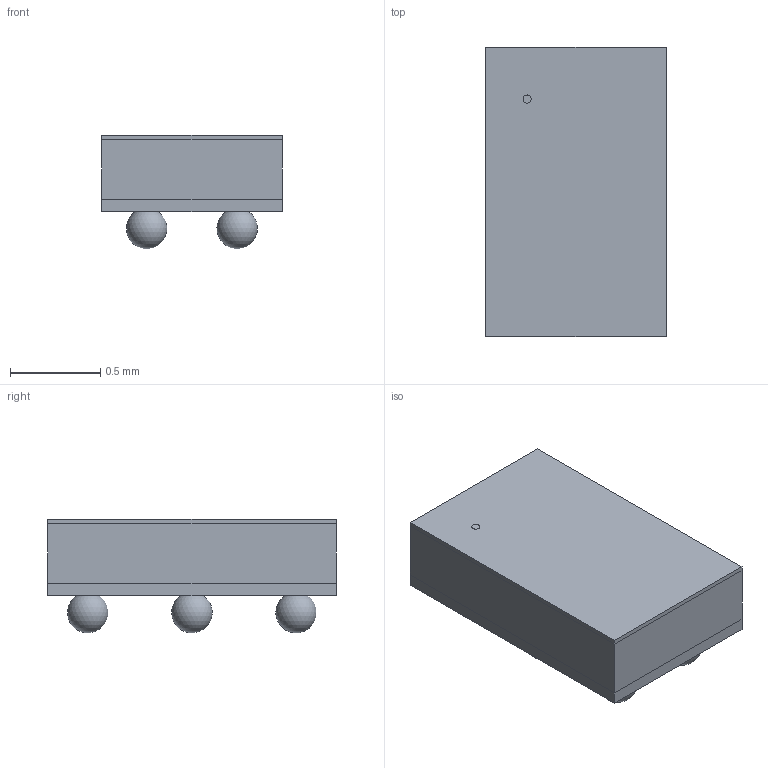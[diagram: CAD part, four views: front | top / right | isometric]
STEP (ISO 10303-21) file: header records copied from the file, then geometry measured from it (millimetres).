
FILE_DESCRIPTION(('CAx-IF Rec.Pracs.---Model Styling and Organization---1.5---2016-08-15','CAx-IF Rec.Pracs.---Geometric and Assembly Validation Properties---4.4---2016-08-17','CAx-IF Rec.Pracs.---User Defined Attributes---1.5---2016-08-15','CAx-IF Rec.Pracs.---External References---2.1---2005-01-19'),'2;1');
FILE_NAME('16679682.step','2025-02-02T22:26:14',('Unspecified'),('Unspecified'),'CAD Exchanger 3.10.2 (cadexchanger.com)','Unspecified','');
FILE_SCHEMA(('AUTOMOTIVE_DESIGN { 1 0 10303 214 1 1 1 1 }'));
Length unit declared in the file: millimetre
Products named in the file (1): MLPF-NRG-01D3
Bounding box: 1 x 1.6 x 0.63 mm (x, y, z)
Volume: 0.7 mm3; surface area: 6.2 mm2
Topology: 1 solids, 1 shells, 21 faces, 47 edges, 29 vertices
Faces by surface type: plane 15, sphere 6
Entity records: 741 total; most frequent: CARTESIAN_POINT 128, DIRECTION 86, ORIENTED_EDGE 82, EDGE_CURVE 41, VERTEX_POINT 29, AXIS2_PLACEMENT_3D 29, FACE_BOUND 28, EDGE_LOOP 28
